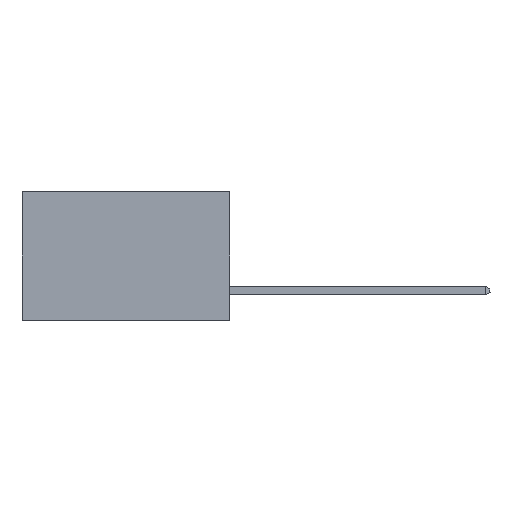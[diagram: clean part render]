
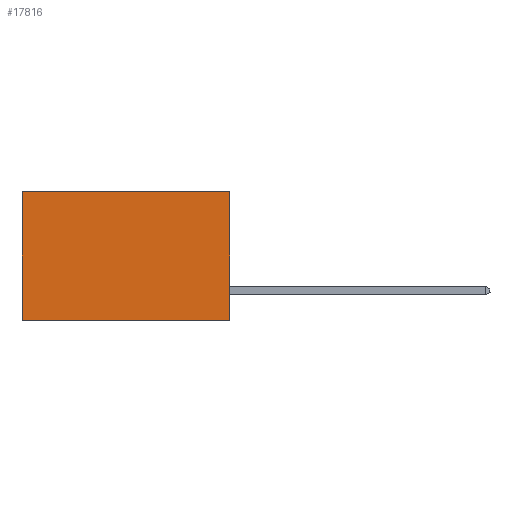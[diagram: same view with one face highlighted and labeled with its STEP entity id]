
A CAD part, left-side view. The second image highlights one B-rep face of the part: STEP entity #17816.
In plain terms, the highlighted planar face has unit normal (-1, 0, 0).
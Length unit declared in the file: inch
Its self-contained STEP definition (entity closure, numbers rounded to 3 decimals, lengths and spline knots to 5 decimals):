
#299 = DIRECTION ( 'NONE',  ( 0., 1., 0. ) ) ;
#469 = VECTOR ( 'NONE', #10583, 39.37008 ) ;
#730 = EDGE_CURVE ( 'NONE', #8629, #8828, #21182, .T. ) ;
#1265 = EDGE_CURVE ( 'NONE', #8629, #8083, #16866, .T. ) ;
#1739 = VECTOR ( 'NONE', #12392, 39.37008 ) ;
#1945 = FACE_OUTER_BOUND ( 'NONE', #16523, .T. ) ;
#3143 = CARTESIAN_POINT ( 'NONE',  ( 0.298, 0., 0. ) ) ;
#3701 = EDGE_CURVE ( 'NONE', #8828, #8137, #6710, .T. ) ;
#4634 = DIRECTION ( 'NONE',  ( 1., 0., 0. ) ) ;
#4783 = EDGE_CURVE ( 'NONE', #8083, #8137, #5838, .T. ) ;
#4979 = CARTESIAN_POINT ( 'NONE',  ( 0.298, 0., 0. ) ) ;
#5824 = ORIENTED_EDGE ( 'NONE', *, *, #730, .T. ) ;
#5838 = LINE ( 'NONE', #18144, #16114 ) ;
#6710 = LINE ( 'NONE', #19819, #469 ) ;
#7419 = AXIS2_PLACEMENT_3D ( 'NONE', #13718, #4634, #19472 ) ;
#8083 = VERTEX_POINT ( 'NONE', #10874 ) ;
#8137 = VERTEX_POINT ( 'NONE', #12850 ) ;
#8248 = ORIENTED_EDGE ( 'NONE', *, *, #4783, .F. ) ;
#8629 = VERTEX_POINT ( 'NONE', #3143 ) ;
#8828 = VERTEX_POINT ( 'NONE', #15462 ) ;
#10583 = DIRECTION ( 'NONE',  ( 0., 0., -1. ) ) ;
#10874 = CARTESIAN_POINT ( 'NONE',  ( 0.298, 0., -0.37 ) ) ;
#12392 = DIRECTION ( 'NONE',  ( 0., 0., -1. ) ) ;
#12441 = ORIENTED_EDGE ( 'NONE', *, *, #1265, .F. ) ;
#12850 = CARTESIAN_POINT ( 'NONE',  ( 0.298, 0.6, -0.37 ) ) ;
#13718 = CARTESIAN_POINT ( 'NONE',  ( 0.298, 0., 0. ) ) ;
#15462 = CARTESIAN_POINT ( 'NONE',  ( 0.298, 0.6, 0. ) ) ;
#16039 = ORIENTED_EDGE ( 'NONE', *, *, #3701, .T. ) ;
#16114 = VECTOR ( 'NONE', #299, 39.37008 ) ;
#16202 = DIRECTION ( 'NONE',  ( 0., 1., 0. ) ) ;
#16523 = EDGE_LOOP ( 'NONE', ( #16039, #8248, #12441, #5824 ) ) ;
#16866 = LINE ( 'NONE', #4979, #1739 ) ;
#17816 = ADVANCED_FACE ( 'NONE', ( #1945 ), #22812, .F. ) ;
#18144 = CARTESIAN_POINT ( 'NONE',  ( 0.298, 0., -0.37 ) ) ;
#19472 = DIRECTION ( 'NONE',  ( 0., 0., -1. ) ) ;
#19819 = CARTESIAN_POINT ( 'NONE',  ( 0.298, 0.6, 0. ) ) ;
#21182 = LINE ( 'NONE', #21908, #22040 ) ;
#21908 = CARTESIAN_POINT ( 'NONE',  ( 0.298, 0., 0. ) ) ;
#22040 = VECTOR ( 'NONE', #16202, 39.37008 ) ;
#22812 = PLANE ( 'NONE',  #7419 ) ;
